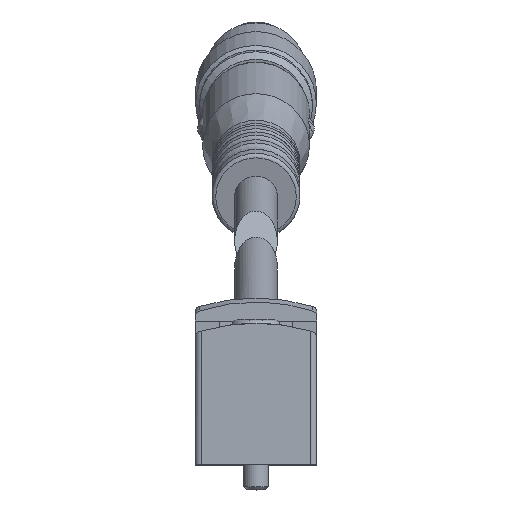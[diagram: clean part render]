
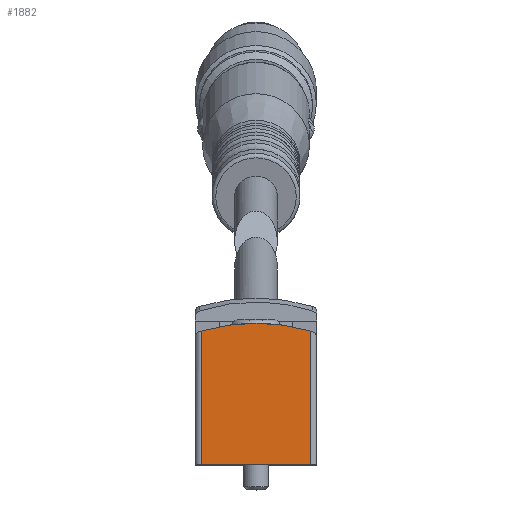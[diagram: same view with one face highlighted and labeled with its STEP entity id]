
A CAD part, top view. The second image highlights one B-rep face of the part: STEP entity #1882.
In plain terms, the highlighted planar face has unit normal (0, 0, 1).
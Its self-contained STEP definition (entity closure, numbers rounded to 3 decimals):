
#87=LINE('',#3273,#233);
#140=LINE('',#3420,#286);
#141=LINE('',#3421,#287);
#233=VECTOR('',#2632,1000.);
#286=VECTOR('',#2745,1000.);
#287=VECTOR('',#2746,1000.);
#363=PLANE('',#2365);
#436=CIRCLE('',#2331,15.5);
#648=ORIENTED_EDGE('',*,*,#1060,.T.);
#649=ORIENTED_EDGE('',*,*,#1133,.T.);
#650=ORIENTED_EDGE('',*,*,#1044,.T.);
#651=ORIENTED_EDGE('',*,*,#1134,.F.);
#1044=EDGE_CURVE('',#1294,#1293,#436,.T.);
#1060=EDGE_CURVE('',#1310,#1309,#87,.T.);
#1133=EDGE_CURVE('',#1309,#1294,#140,.F.);
#1134=EDGE_CURVE('',#1310,#1293,#141,.F.);
#1293=VERTEX_POINT('',#3226);
#1294=VERTEX_POINT('',#3228);
#1309=VERTEX_POINT('',#3272);
#1310=VERTEX_POINT('',#3274);
#1493=EDGE_LOOP('',(#648,#649,#650,#651));
#1673=FACE_BOUND('',#1493,.T.);
#1882=ADVANCED_FACE('',(#1673),#363,.T.);
#2331=AXIS2_PLACEMENT_3D('',#3227,#2612,#2613);
#2365=AXIS2_PLACEMENT_3D('',#3419,#2743,#2744);
#2612=DIRECTION('',(0.,0.,1.));
#2613=DIRECTION('',(1.,0.,0.));
#2632=DIRECTION('',(1.,0.,0.));
#2743=DIRECTION('',(0.,0.,1.));
#2744=DIRECTION('',(1.,0.,0.));
#2745=DIRECTION('',(0.,-1.,0.));
#2746=DIRECTION('',(0.,-1.,0.));
#3226=CARTESIAN_POINT('',(-4.35,10.027,9.));
#3227=CARTESIAN_POINT('',(0.,-4.85,9.));
#3228=CARTESIAN_POINT('',(4.35,10.027,9.));
#3272=CARTESIAN_POINT('',(4.35,-0.6,9.));
#3273=CARTESIAN_POINT('',(-4.85,-0.6,9.));
#3274=CARTESIAN_POINT('',(-4.35,-0.6,9.));
#3419=CARTESIAN_POINT('',(-4.35,9.505,9.));
#3420=CARTESIAN_POINT('',(4.35,10.65,9.));
#3421=CARTESIAN_POINT('',(-4.35,10.65,9.));
